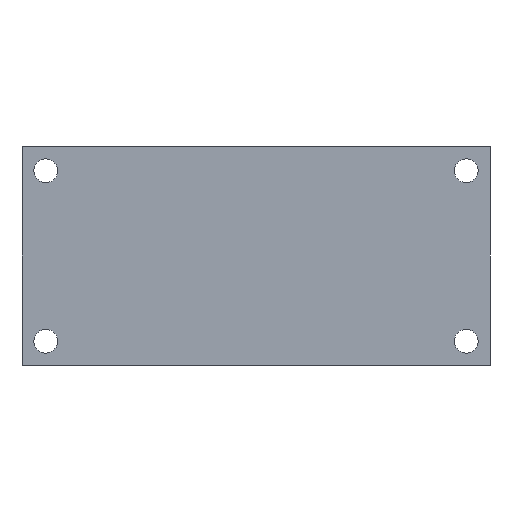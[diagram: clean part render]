
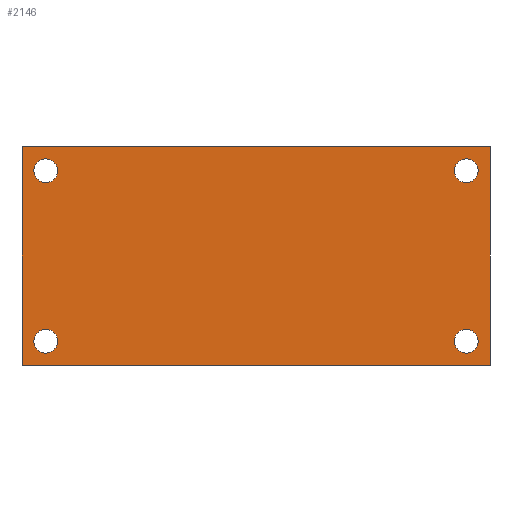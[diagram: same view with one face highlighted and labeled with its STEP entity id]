
A CAD part, front view. The second image highlights one B-rep face of the part: STEP entity #2146.
In plain terms, the highlighted planar face has unit normal (0, -1, 0).
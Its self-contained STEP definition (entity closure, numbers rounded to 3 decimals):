
#2 = CARTESIAN_POINT ( 'NONE',  ( 106., -35., 43. ) ) ;
#26 = ORIENTED_EDGE ( 'NONE', *, *, #1030, .T. ) ;
#34 = EDGE_LOOP ( 'NONE', ( #611, #26 ) ) ;
#71 = AXIS2_PLACEMENT_3D ( 'NONE', #2591, #2930, #4313 ) ;
#202 = CARTESIAN_POINT ( 'NONE',  ( -118., -35., -55. ) ) ;
#349 = EDGE_CURVE ( 'NONE', #2882, #1815, #3196, .T. ) ;
#369 = VERTEX_POINT ( 'NONE', #3176 ) ;
#391 = LINE ( 'NONE', #4392, #1869 ) ;
#398 = VERTEX_POINT ( 'NONE', #3199 ) ;
#401 = VERTEX_POINT ( 'NONE', #830 ) ;
#425 = LINE ( 'NONE', #2861, #1253 ) ;
#426 = CIRCLE ( 'NONE', #2907, 6. ) ;
#437 = CARTESIAN_POINT ( 'NONE',  ( -118., -35., 55. ) ) ;
#530 = DIRECTION ( 'NONE',  ( 0., 0., 1. ) ) ;
#587 = FACE_BOUND ( 'NONE', #2948, .T. ) ;
#611 = ORIENTED_EDGE ( 'NONE', *, *, #4233, .T. ) ;
#649 = CARTESIAN_POINT ( 'NONE',  ( 106., -35., -43. ) ) ;
#657 = CARTESIAN_POINT ( 'NONE',  ( 106., -35., 43. ) ) ;
#660 = EDGE_CURVE ( 'NONE', #4270, #398, #391, .T. ) ;
#662 = VERTEX_POINT ( 'NONE', #2010 ) ;
#680 = CARTESIAN_POINT ( 'NONE',  ( 106., -35., -37. ) ) ;
#830 = CARTESIAN_POINT ( 'NONE',  ( -106., -35., 49. ) ) ;
#845 = DIRECTION ( 'NONE',  ( 0., 0., -1. ) ) ;
#952 = AXIS2_PLACEMENT_3D ( 'NONE', #3230, #2897, #4284 ) ;
#975 = DIRECTION ( 'NONE',  ( 0., 1., 0. ) ) ;
#1010 = DIRECTION ( 'NONE',  ( 0., 0., -1. ) ) ;
#1030 = EDGE_CURVE ( 'NONE', #369, #662, #3009, .T. ) ;
#1036 = CIRCLE ( 'NONE', #1676, 6. ) ;
#1181 = CIRCLE ( 'NONE', #2387, 6. ) ;
#1253 = VECTOR ( 'NONE', #2796, 1000. ) ;
#1261 = CIRCLE ( 'NONE', #2403, 6. ) ;
#1270 = EDGE_LOOP ( 'NONE', ( #4171, #3299 ) ) ;
#1285 = EDGE_LOOP ( 'NONE', ( #1885, #4026 ) ) ;
#1289 = DIRECTION ( 'NONE',  ( 0., 1., 0. ) ) ;
#1371 = DIRECTION ( 'NONE',  ( 0., 1., 0. ) ) ;
#1377 = CARTESIAN_POINT ( 'NONE',  ( -106., -35., -37. ) ) ;
#1378 = EDGE_CURVE ( 'NONE', #2408, #401, #426, .T. ) ;
#1392 = VERTEX_POINT ( 'NONE', #3730 ) ;
#1395 = DIRECTION ( 'NONE',  ( 0., 0., 1. ) ) ;
#1490 = AXIS2_PLACEMENT_3D ( 'NONE', #649, #4093, #1010 ) ;
#1616 = CARTESIAN_POINT ( 'NONE',  ( -118., -35., -55. ) ) ;
#1676 = AXIS2_PLACEMENT_3D ( 'NONE', #3964, #1873, #845 ) ;
#1733 = EDGE_CURVE ( 'NONE', #4394, #2585, #1261, .T. ) ;
#1741 = VERTEX_POINT ( 'NONE', #1616 ) ;
#1744 = VECTOR ( 'NONE', #2283, 1000. ) ;
#1808 = DIRECTION ( 'NONE',  ( 1., 0., 0. ) ) ;
#1815 = VERTEX_POINT ( 'NONE', #680 ) ;
#1865 = EDGE_CURVE ( 'NONE', #2585, #4394, #2396, .T. ) ;
#1869 = VECTOR ( 'NONE', #4063, 1000. ) ;
#1873 = DIRECTION ( 'NONE',  ( 0., 1., 0. ) ) ;
#1885 = ORIENTED_EDGE ( 'NONE', *, *, #1733, .T. ) ;
#1939 = AXIS2_PLACEMENT_3D ( 'NONE', #657, #975, #2289 ) ;
#1946 = FACE_BOUND ( 'NONE', #34, .T. ) ;
#1976 = EDGE_CURVE ( 'NONE', #1392, #1741, #425, .T. ) ;
#2001 = CARTESIAN_POINT ( 'NONE',  ( -106., -35., 43. ) ) ;
#2010 = CARTESIAN_POINT ( 'NONE',  ( 106., -35., 49. ) ) ;
#2050 = CARTESIAN_POINT ( 'NONE',  ( 118., -35., 55. ) ) ;
#2099 = LINE ( 'NONE', #437, #2105 ) ;
#2105 = VECTOR ( 'NONE', #1808, 1000. ) ;
#2146 = ADVANCED_FACE ( 'NONE', ( #587, #1946, #2973, #2236, #3266 ), #4022, .F. ) ;
#2236 = FACE_BOUND ( 'NONE', #1285, .T. ) ;
#2283 = DIRECTION ( 'NONE',  ( 1., 0., 0. ) ) ;
#2289 = DIRECTION ( 'NONE',  ( 0., 0., 1. ) ) ;
#2314 = ORIENTED_EDGE ( 'NONE', *, *, #3990, .F. ) ;
#2346 = ORIENTED_EDGE ( 'NONE', *, *, #1976, .T. ) ;
#2387 = AXIS2_PLACEMENT_3D ( 'NONE', #2, #1289, #2691 ) ;
#2396 = CIRCLE ( 'NONE', #2821, 6. ) ;
#2403 = AXIS2_PLACEMENT_3D ( 'NONE', #2958, #3936, #530 ) ;
#2408 = VERTEX_POINT ( 'NONE', #2503 ) ;
#2446 = ORIENTED_EDGE ( 'NONE', *, *, #3321, .T. ) ;
#2491 = LINE ( 'NONE', #202, #1744 ) ;
#2502 = EDGE_LOOP ( 'NONE', ( #2446, #3219, #2314, #2346 ) ) ;
#2503 = CARTESIAN_POINT ( 'NONE',  ( -106., -35., 37. ) ) ;
#2585 = VERTEX_POINT ( 'NONE', #2945 ) ;
#2591 = CARTESIAN_POINT ( 'NONE',  ( -118., -35., 55. ) ) ;
#2661 = CIRCLE ( 'NONE', #952, 6. ) ;
#2691 = DIRECTION ( 'NONE',  ( 0., 0., 1. ) ) ;
#2796 = DIRECTION ( 'NONE',  ( 0., 0., -1. ) ) ;
#2821 = AXIS2_PLACEMENT_3D ( 'NONE', #3021, #1371, #1395 ) ;
#2861 = CARTESIAN_POINT ( 'NONE',  ( -118., -35., 55. ) ) ;
#2882 = VERTEX_POINT ( 'NONE', #4131 ) ;
#2897 = DIRECTION ( 'NONE',  ( 0., 1., 0. ) ) ;
#2907 = AXIS2_PLACEMENT_3D ( 'NONE', #2001, #3025, #3383 ) ;
#2930 = DIRECTION ( 'NONE',  ( 0., 1., 0. ) ) ;
#2945 = CARTESIAN_POINT ( 'NONE',  ( -106., -35., -49. ) ) ;
#2948 = EDGE_LOOP ( 'NONE', ( #3478, #4014 ) ) ;
#2958 = CARTESIAN_POINT ( 'NONE',  ( -106., -35., -43. ) ) ;
#2973 = FACE_BOUND ( 'NONE', #1270, .T. ) ;
#2986 = EDGE_CURVE ( 'NONE', #1815, #2882, #2661, .T. ) ;
#3009 = CIRCLE ( 'NONE', #1939, 6. ) ;
#3021 = CARTESIAN_POINT ( 'NONE',  ( -106., -35., -43. ) ) ;
#3025 = DIRECTION ( 'NONE',  ( 0., 1., 0. ) ) ;
#3176 = CARTESIAN_POINT ( 'NONE',  ( 106., -35., 37. ) ) ;
#3196 = CIRCLE ( 'NONE', #1490, 6. ) ;
#3199 = CARTESIAN_POINT ( 'NONE',  ( 118., -35., -55. ) ) ;
#3219 = ORIENTED_EDGE ( 'NONE', *, *, #660, .F. ) ;
#3230 = CARTESIAN_POINT ( 'NONE',  ( 106., -35., -43. ) ) ;
#3266 = FACE_OUTER_BOUND ( 'NONE', #2502, .T. ) ;
#3299 = ORIENTED_EDGE ( 'NONE', *, *, #1378, .T. ) ;
#3321 = EDGE_CURVE ( 'NONE', #1741, #398, #2491, .T. ) ;
#3383 = DIRECTION ( 'NONE',  ( 0., 0., -1. ) ) ;
#3478 = ORIENTED_EDGE ( 'NONE', *, *, #2986, .T. ) ;
#3730 = CARTESIAN_POINT ( 'NONE',  ( -118., -35., 55. ) ) ;
#3936 = DIRECTION ( 'NONE',  ( 0., 1., 0. ) ) ;
#3964 = CARTESIAN_POINT ( 'NONE',  ( -106., -35., 43. ) ) ;
#3990 = EDGE_CURVE ( 'NONE', #1392, #4270, #2099, .T. ) ;
#4014 = ORIENTED_EDGE ( 'NONE', *, *, #349, .T. ) ;
#4022 = PLANE ( 'NONE',  #71 ) ;
#4026 = ORIENTED_EDGE ( 'NONE', *, *, #1865, .T. ) ;
#4063 = DIRECTION ( 'NONE',  ( 0., 0., -1. ) ) ;
#4093 = DIRECTION ( 'NONE',  ( 0., 1., 0. ) ) ;
#4131 = CARTESIAN_POINT ( 'NONE',  ( 106., -35., -49. ) ) ;
#4133 = EDGE_CURVE ( 'NONE', #401, #2408, #1036, .T. ) ;
#4171 = ORIENTED_EDGE ( 'NONE', *, *, #4133, .T. ) ;
#4233 = EDGE_CURVE ( 'NONE', #662, #369, #1181, .T. ) ;
#4270 = VERTEX_POINT ( 'NONE', #2050 ) ;
#4284 = DIRECTION ( 'NONE',  ( 0., 0., -1. ) ) ;
#4313 = DIRECTION ( 'NONE',  ( -1., 0., 0. ) ) ;
#4392 = CARTESIAN_POINT ( 'NONE',  ( 118., -35., 55. ) ) ;
#4394 = VERTEX_POINT ( 'NONE', #1377 ) ;
